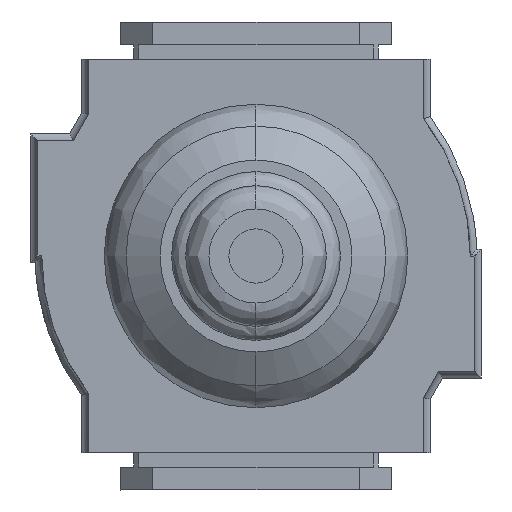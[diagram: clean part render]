
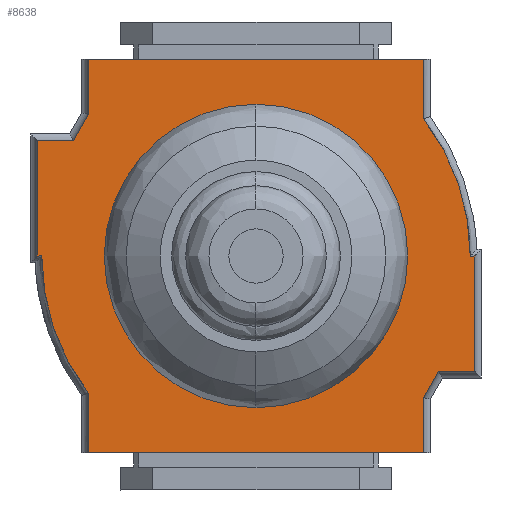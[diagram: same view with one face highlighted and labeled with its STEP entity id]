
A CAD part, front view. The second image highlights one B-rep face of the part: STEP entity #8638.
In plain terms, the highlighted face is planar.
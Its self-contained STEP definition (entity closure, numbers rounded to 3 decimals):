
#131 = VECTOR ( 'NONE', #6805, 1000. ) ;
#198 = VERTEX_POINT ( 'NONE', #3862 ) ;
#227 = EDGE_CURVE ( 'NONE', #6387, #7101, #1186, .T. ) ;
#232 = LINE ( 'NONE', #10478, #3069 ) ;
#279 = DIRECTION ( 'NONE',  ( 1., 0., 0. ) ) ;
#581 = CARTESIAN_POINT ( 'NONE',  ( -23., 30.9, 0. ) ) ;
#824 = ORIENTED_EDGE ( 'NONE', *, *, #6790, .F. ) ;
#932 = EDGE_CURVE ( 'NONE', #2402, #1708, #8667, .T. ) ;
#934 = VERTEX_POINT ( 'NONE', #6020 ) ;
#996 = AXIS2_PLACEMENT_3D ( 'NONE', #4238, #3438, #5994 ) ;
#1085 = ORIENTED_EDGE ( 'NONE', *, *, #1130, .F. ) ;
#1130 = EDGE_CURVE ( 'NONE', #198, #8776, #7800, .T. ) ;
#1186 = LINE ( 'NONE', #5682, #2557 ) ;
#1340 = EDGE_CURVE ( 'NONE', #6144, #8076, #1535, .T. ) ;
#1486 = EDGE_CURVE ( 'NONE', #6320, #6473, #10491, .T. ) ;
#1490 = LINE ( 'NONE', #3316, #2947 ) ;
#1535 = LINE ( 'NONE', #9736, #10687 ) ;
#1625 = CARTESIAN_POINT ( 'NONE',  ( 18., 30.9, 15.2 ) ) ;
#1708 = VERTEX_POINT ( 'NONE', #10196 ) ;
#1806 = CARTESIAN_POINT ( 'NONE',  ( -23.5, 30.9, 0. ) ) ;
#1897 = CARTESIAN_POINT ( 'NONE',  ( -23., 30.9, 0. ) ) ;
#1916 = DIRECTION ( 'NONE',  ( 0., 1., 0. ) ) ;
#1951 = LINE ( 'NONE', #11297, #2515 ) ;
#2059 = VECTOR ( 'NONE', #9017, 1000. ) ;
#2088 = CARTESIAN_POINT ( 'NONE',  ( -23.5, 30.9, -12.4 ) ) ;
#2161 = DIRECTION ( 'NONE',  ( 1., 0., 0. ) ) ;
#2261 = EDGE_CURVE ( 'NONE', #8076, #198, #1490, .T. ) ;
#2336 = LINE ( 'NONE', #581, #8419 ) ;
#2402 = VERTEX_POINT ( 'NONE', #5772 ) ;
#2437 = CARTESIAN_POINT ( 'NONE',  ( 23.5, 30.9, 12.4 ) ) ;
#2465 = ORIENTED_EDGE ( 'NONE', *, *, #10457, .F. ) ;
#2515 = VECTOR ( 'NONE', #6455, 1000. ) ;
#2557 = VECTOR ( 'NONE', #8566, 1000. ) ;
#2707 = ORIENTED_EDGE ( 'NONE', *, *, #4744, .F. ) ;
#2827 = VECTOR ( 'NONE', #6329, 1000. ) ;
#2947 = VECTOR ( 'NONE', #6822, 1000. ) ;
#3050 = CARTESIAN_POINT ( 'NONE',  ( 18., 30.9, 15.2 ) ) ;
#3069 = VECTOR ( 'NONE', #2161, 1000. ) ;
#3111 = CARTESIAN_POINT ( 'NONE',  ( -18., 30.9, -15.2 ) ) ;
#3316 = CARTESIAN_POINT ( 'NONE',  ( -18., 30.9, 21.125 ) ) ;
#3396 = ORIENTED_EDGE ( 'NONE', *, *, #2261, .F. ) ;
#3438 = DIRECTION ( 'NONE',  ( 0., -1., 0. ) ) ;
#3440 = ORIENTED_EDGE ( 'NONE', *, *, #932, .F. ) ;
#3511 = CARTESIAN_POINT ( 'NONE',  ( -19.6, 30.9, -12.4 ) ) ;
#3516 = DIRECTION ( 'NONE',  ( 0., 0., 1. ) ) ;
#3615 = CARTESIAN_POINT ( 'NONE',  ( 18., 30.9, -14.731 ) ) ;
#3634 = VERTEX_POINT ( 'NONE', #7526 ) ;
#3862 = CARTESIAN_POINT ( 'NONE',  ( -18., 30.9, 14.731 ) ) ;
#4025 = LINE ( 'NONE', #3111, #10734 ) ;
#4113 = ORIENTED_EDGE ( 'NONE', *, *, #5095, .F. ) ;
#4195 = ORIENTED_EDGE ( 'NONE', *, *, #7757, .F. ) ;
#4238 = CARTESIAN_POINT ( 'NONE',  ( 1.2, 30.9, 0. ) ) ;
#4280 = ORIENTED_EDGE ( 'NONE', *, *, #5219, .F. ) ;
#4504 = CARTESIAN_POINT ( 'NONE',  ( 23.5, 30.9, 0. ) ) ;
#4532 = VECTOR ( 'NONE', #279, 1000. ) ;
#4744 = EDGE_CURVE ( 'NONE', #8776, #7527, #2336, .T. ) ;
#5095 = EDGE_CURVE ( 'NONE', #7101, #9396, #5238, .T. ) ;
#5219 = EDGE_CURVE ( 'NONE', #5631, #6320, #9230, .T. ) ;
#5238 = LINE ( 'NONE', #8921, #131 ) ;
#5451 = EDGE_CURVE ( 'NONE', #10901, #6387, #7705, .T. ) ;
#5465 = AXIS2_PLACEMENT_3D ( 'NONE', #9588, #7524, #11339 ) ;
#5581 = FACE_OUTER_BOUND ( 'NONE', #8642, .T. ) ;
#5631 = VERTEX_POINT ( 'NONE', #7795 ) ;
#5682 = CARTESIAN_POINT ( 'NONE',  ( 23.5, 30.9, 12.4 ) ) ;
#5772 = CARTESIAN_POINT ( 'NONE',  ( -19.6, 30.9, -12.4 ) ) ;
#5858 = VECTOR ( 'NONE', #7204, 1000. ) ;
#5994 = DIRECTION ( 'NONE',  ( -1., 0., 0. ) ) ;
#6020 = CARTESIAN_POINT ( 'NONE',  ( -23.5, 30.9, -12.4 ) ) ;
#6022 = ORIENTED_EDGE ( 'NONE', *, *, #1486, .F. ) ;
#6126 = DIRECTION ( 'NONE',  ( 0., 0., -1. ) ) ;
#6144 = VERTEX_POINT ( 'NONE', #6761 ) ;
#6147 = DIRECTION ( 'NONE',  ( -1., 0., 0. ) ) ;
#6320 = VERTEX_POINT ( 'NONE', #3615 ) ;
#6329 = DIRECTION ( 'NONE',  ( 0., 0., 1. ) ) ;
#6383 = AXIS2_PLACEMENT_3D ( 'NONE', #10246, #1916, #9324 ) ;
#6387 = VERTEX_POINT ( 'NONE', #2437 ) ;
#6455 = DIRECTION ( 'NONE',  ( 1., 0., 0. ) ) ;
#6473 = VERTEX_POINT ( 'NONE', #11953 ) ;
#6761 = CARTESIAN_POINT ( 'NONE',  ( 18., 30.9, 21.125 ) ) ;
#6790 = EDGE_CURVE ( 'NONE', #9396, #6144, #11072, .T. ) ;
#6805 = DIRECTION ( 'NONE',  ( -0.496, 0., 0.868 ) ) ;
#6822 = DIRECTION ( 'NONE',  ( 0., 0., -1. ) ) ;
#6905 = CARTESIAN_POINT ( 'NONE',  ( 19.6, 30.9, 12.4 ) ) ;
#7101 = VERTEX_POINT ( 'NONE', #6905 ) ;
#7119 = VECTOR ( 'NONE', #3516, 1000. ) ;
#7132 = DIRECTION ( 'NONE',  ( -1., 0., 0. ) ) ;
#7204 = DIRECTION ( 'NONE',  ( 0.496, 0., -0.868 ) ) ;
#7459 = ORIENTED_EDGE ( 'NONE', *, *, #1340, .F. ) ;
#7524 = DIRECTION ( 'NONE',  ( 0., -1., 0. ) ) ;
#7526 = CARTESIAN_POINT ( 'NONE',  ( -18., 30.9, -21.125 ) ) ;
#7527 = VERTEX_POINT ( 'NONE', #1806 ) ;
#7705 = LINE ( 'NONE', #11585, #2059 ) ;
#7757 = EDGE_CURVE ( 'NONE', #6473, #10901, #232, .T. ) ;
#7795 = CARTESIAN_POINT ( 'NONE',  ( 18., 30.9, -21.125 ) ) ;
#7800 = CIRCLE ( 'NONE', #996, 24.2 ) ;
#7867 = ORIENTED_EDGE ( 'NONE', *, *, #8705, .F. ) ;
#8047 = ORIENTED_EDGE ( 'NONE', *, *, #227, .F. ) ;
#8076 = VERTEX_POINT ( 'NONE', #8545 ) ;
#8167 = CARTESIAN_POINT ( 'NONE',  ( -23.5, 30.9, 0. ) ) ;
#8286 = PLANE ( 'NONE',  #6383 ) ;
#8419 = VECTOR ( 'NONE', #7132, 1000. ) ;
#8487 = VECTOR ( 'NONE', #6126, 1000. ) ;
#8524 = EDGE_CURVE ( 'NONE', #7527, #934, #9088, .T. ) ;
#8545 = CARTESIAN_POINT ( 'NONE',  ( -18., 30.9, 21.125 ) ) ;
#8566 = DIRECTION ( 'NONE',  ( -1., 0., 0. ) ) ;
#8638 = ADVANCED_FACE ( 'NONE', ( #5581 ), #8286, .T. ) ;
#8642 = EDGE_LOOP ( 'NONE', ( #4195, #6022, #4280, #7867, #2465, #3440, #11134, #11713, #2707, #1085, #3396, #7459, #824, #4113, #8047, #8944 ) ) ;
#8667 = LINE ( 'NONE', #3511, #5858 ) ;
#8705 = EDGE_CURVE ( 'NONE', #3634, #5631, #1951, .T. ) ;
#8776 = VERTEX_POINT ( 'NONE', #1897 ) ;
#8921 = CARTESIAN_POINT ( 'NONE',  ( 19.6, 30.9, 12.4 ) ) ;
#8944 = ORIENTED_EDGE ( 'NONE', *, *, #5451, .F. ) ;
#9017 = DIRECTION ( 'NONE',  ( 0., 0., 1. ) ) ;
#9088 = LINE ( 'NONE', #8167, #8487 ) ;
#9165 = CARTESIAN_POINT ( 'NONE',  ( 18., 30.9, -21.125 ) ) ;
#9230 = LINE ( 'NONE', #9165, #2827 ) ;
#9324 = DIRECTION ( 'NONE',  ( 0., 0., 1. ) ) ;
#9396 = VERTEX_POINT ( 'NONE', #3050 ) ;
#9431 = LINE ( 'NONE', #2088, #4532 ) ;
#9588 = CARTESIAN_POINT ( 'NONE',  ( -1.2, 30.9, 0. ) ) ;
#9736 = CARTESIAN_POINT ( 'NONE',  ( 18., 30.9, 21.125 ) ) ;
#10196 = CARTESIAN_POINT ( 'NONE',  ( -18., 30.9, -15.2 ) ) ;
#10246 = CARTESIAN_POINT ( 'NONE',  ( 0., 30.9, 0. ) ) ;
#10457 = EDGE_CURVE ( 'NONE', #1708, #3634, #4025, .T. ) ;
#10478 = CARTESIAN_POINT ( 'NONE',  ( 23., 30.9, 0. ) ) ;
#10491 = CIRCLE ( 'NONE', #5465, 24.2 ) ;
#10687 = VECTOR ( 'NONE', #6147, 1000. ) ;
#10709 = EDGE_CURVE ( 'NONE', #934, #2402, #9431, .T. ) ;
#10734 = VECTOR ( 'NONE', #11597, 1000. ) ;
#10901 = VERTEX_POINT ( 'NONE', #4504 ) ;
#11072 = LINE ( 'NONE', #1625, #7119 ) ;
#11134 = ORIENTED_EDGE ( 'NONE', *, *, #10709, .F. ) ;
#11297 = CARTESIAN_POINT ( 'NONE',  ( -18., 30.9, -21.125 ) ) ;
#11339 = DIRECTION ( 'NONE',  ( 1., 0., 0. ) ) ;
#11585 = CARTESIAN_POINT ( 'NONE',  ( 23.5, 30.9, 0. ) ) ;
#11597 = DIRECTION ( 'NONE',  ( 0., 0., -1. ) ) ;
#11713 = ORIENTED_EDGE ( 'NONE', *, *, #8524, .F. ) ;
#11953 = CARTESIAN_POINT ( 'NONE',  ( 23., 30.9, 0. ) ) ;
